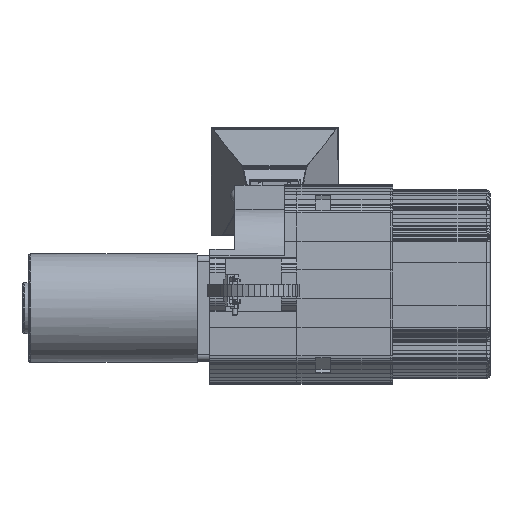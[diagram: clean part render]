
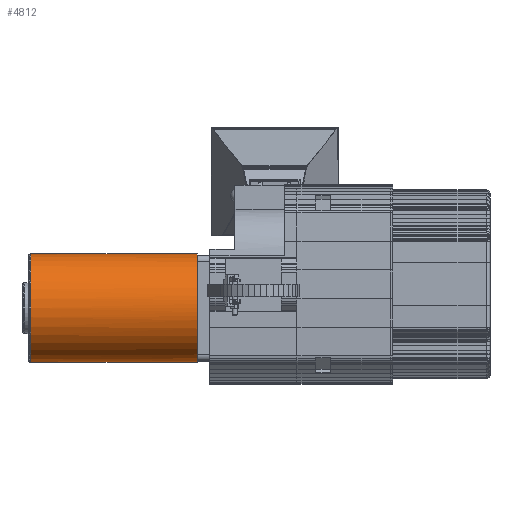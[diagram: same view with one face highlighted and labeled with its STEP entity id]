
A CAD part, top view. The second image highlights one B-rep face of the part: STEP entity #4812.
In plain terms, the highlighted cylindrical face has radius 43.621 mm (diameter 87.241 mm), a full revolution.
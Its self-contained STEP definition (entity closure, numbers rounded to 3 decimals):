
#4812=ADVANCED_FACE('',(#9562,#9563),#9564,.T.);
#9562=FACE_OUTER_BOUND('',#14826,.T.);
#9563=FACE_OUTER_BOUND('',#14827,.T.);
#9564=CYLINDRICAL_SURFACE('',#14828,43.621);
#14826=EDGE_LOOP('',(#25651));
#14827=EDGE_LOOP('',(#25652,#25653,#25654,#25655,#25656,#25657,#25658,#25659));
#14828=AXIS2_PLACEMENT_3D('',#25660,#25661,#25662);
#25651=ORIENTED_EDGE('',*,*,#36698,.T.);
#25652=ORIENTED_EDGE('',*,*,#36876,.F.);
#25653=ORIENTED_EDGE('',*,*,#36877,.F.);
#25654=ORIENTED_EDGE('',*,*,#36878,.F.);
#25655=ORIENTED_EDGE('',*,*,#34842,.F.);
#25656=ORIENTED_EDGE('',*,*,#36879,.F.);
#25657=ORIENTED_EDGE('',*,*,#36880,.F.);
#25658=ORIENTED_EDGE('',*,*,#34993,.F.);
#25659=ORIENTED_EDGE('',*,*,#36707,.F.);
#25660=CARTESIAN_POINT('',(0.,0.,-66.913));
#25661=DIRECTION('',(0.,0.,1.));
#25662=DIRECTION('',(1.,0.,0.));
#34842=EDGE_CURVE('',#42325,#42327,#42328,.T.);
#34993=EDGE_CURVE('',#42556,#42555,#42558,.T.);
#36698=EDGE_CURVE('',#45076,#45076,#45077,.T.);
#36707=EDGE_CURVE('',#42261,#42556,#45088,.T.);
#36876=EDGE_CURVE('',#42259,#42261,#45314,.T.);
#36877=EDGE_CURVE('',#43927,#42259,#45315,.T.);
#36878=EDGE_CURVE('',#42327,#43927,#45316,.T.);
#36879=EDGE_CURVE('',#45317,#42325,#45318,.T.);
#36880=EDGE_CURVE('',#42555,#45317,#45319,.T.);
#42259=VERTEX_POINT('',#52906);
#42261=VERTEX_POINT('',#52909);
#42325=VERTEX_POINT('',#52998);
#42327=VERTEX_POINT('',#53001);
#42328=CIRCLE('',#53002,43.621);
#42555=VERTEX_POINT('',#53361);
#42556=VERTEX_POINT('',#53362);
#42558=CIRCLE('',#53365,43.621);
#43927=VERTEX_POINT('',#55454);
#45076=VERTEX_POINT('',#57330);
#45077=CIRCLE('',#57331,43.621);
#45088=CIRCLE('',#57345,43.621);
#45314=CIRCLE('',#57694,43.621);
#45315=CIRCLE('',#57695,43.621);
#45316=CIRCLE('',#57696,43.621);
#45317=VERTEX_POINT('',#57697);
#45318=CIRCLE('',#57698,43.621);
#45319=CIRCLE('',#57699,43.621);
#52906=CARTESIAN_POINT('',(42.5,-9.824,0.));
#52909=CARTESIAN_POINT('',(42.5,9.824,0.));
#52998=CARTESIAN_POINT('',(-42.5,-9.824,0.));
#53001=CARTESIAN_POINT('',(-9.824,-42.5,0.));
#53002=AXIS2_PLACEMENT_3D('',#62650,#62651,#62652);
#53361=CARTESIAN_POINT('',(-9.824,42.5,0.));
#53362=CARTESIAN_POINT('',(9.824,42.5,0.));
#53365=AXIS2_PLACEMENT_3D('',#62774,#62775,#62776);
#55454=CARTESIAN_POINT('',(9.824,-42.5,0.));
#57330=CARTESIAN_POINT('',(43.621,0.,-133.827));
#57331=AXIS2_PLACEMENT_3D('',#64306,#64307,#64308);
#57345=AXIS2_PLACEMENT_3D('',#64318,#64319,#64320);
#57694=AXIS2_PLACEMENT_3D('',#64456,#64457,#64458);
#57695=AXIS2_PLACEMENT_3D('',#64459,#64460,#64461);
#57696=AXIS2_PLACEMENT_3D('',#64462,#64463,#64464);
#57697=CARTESIAN_POINT('',(-42.5,9.824,0.));
#57698=AXIS2_PLACEMENT_3D('',#64465,#64466,#64467);
#57699=AXIS2_PLACEMENT_3D('',#64468,#64469,#64470);
#62650=CARTESIAN_POINT('',(0.,0.,0.));
#62651=DIRECTION('',(0.,0.,1.));
#62652=DIRECTION('',(1.,0.,0.));
#62774=CARTESIAN_POINT('',(0.,0.,0.));
#62775=DIRECTION('',(0.,0.,1.));
#62776=DIRECTION('',(1.,0.,0.));
#64306=CARTESIAN_POINT('',(0.,0.,-133.827));
#64307=DIRECTION('',(0.,0.,1.));
#64308=DIRECTION('',(1.,0.,0.));
#64318=CARTESIAN_POINT('',(0.,0.,0.));
#64319=DIRECTION('',(0.,0.,1.));
#64320=DIRECTION('',(1.,0.,0.));
#64456=CARTESIAN_POINT('',(0.,0.,0.));
#64457=DIRECTION('',(0.,0.,1.));
#64458=DIRECTION('',(1.,0.,0.));
#64459=CARTESIAN_POINT('',(0.,0.,0.));
#64460=DIRECTION('',(0.,0.,1.));
#64461=DIRECTION('',(1.,0.,0.));
#64462=CARTESIAN_POINT('',(0.,0.,0.));
#64463=DIRECTION('',(0.,0.,1.));
#64464=DIRECTION('',(1.,0.,0.));
#64465=CARTESIAN_POINT('',(0.,0.,0.));
#64466=DIRECTION('',(0.,0.,1.));
#64467=DIRECTION('',(1.,0.,0.));
#64468=CARTESIAN_POINT('',(0.,0.,0.));
#64469=DIRECTION('',(0.,0.,1.));
#64470=DIRECTION('',(1.,0.,0.));
